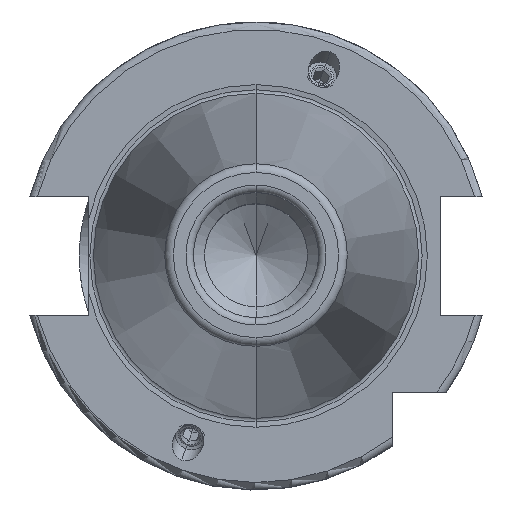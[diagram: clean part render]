
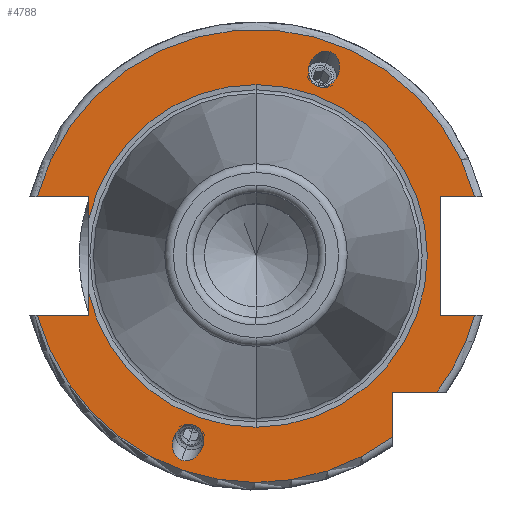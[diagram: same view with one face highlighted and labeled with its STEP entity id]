
A CAD part, top view. The second image highlights one B-rep face of the part: STEP entity #4788.
In plain terms, the highlighted planar face has unit normal (0, 0, 1).
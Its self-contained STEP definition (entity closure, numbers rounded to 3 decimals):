
#301=CARTESIAN_POINT('',(0,0,18.1));
#302=DIRECTION('',(0,0,1));
#303=DIRECTION('',(0,1,0));
#304=AXIS2_PLACEMENT_3D('',#301,#302,#303);
#314=CARTESIAN_POINT('',(0,0,18.1));
#315=DIRECTION('',(0,0,1));
#316=DIRECTION('',(-0.976,-0.22,0));
#317=AXIS2_PLACEMENT_3D('',#314,#315,#316);
#1821=DIRECTION('',(1,0,0));
#1822=VECTOR('',#1821,7.004);
#1823=CARTESIAN_POINT('',(-29.704,-8.05,18.1));
#1824=LINE('',#1823,#1822);
#1825=DIRECTION('',(0,1,0));
#1826=VECTOR('',#1825,2.939);
#1827=CARTESIAN_POINT('',(-22.7,-8.05,18.1));
#1828=LINE('',#1827,#1826);
#1829=DIRECTION('',(0,1,0));
#1830=VECTOR('',#1829,2.939);
#1831=CARTESIAN_POINT('',(-22.7,5.111,18.1));
#1832=LINE('',#1831,#1830);
#1833=DIRECTION('',(1,0,0));
#1834=VECTOR('',#1833,7.004);
#1835=CARTESIAN_POINT('',(-29.704,8.05,18.1));
#1836=LINE('',#1835,#1834);
#1837=DIRECTION('',(-1,0,0));
#1838=VECTOR('',#1837,4.704);
#1839=CARTESIAN_POINT('',(29.704,8.05,18.1));
#1840=LINE('',#1839,#1838);
#1841=DIRECTION('',(0,-1,0));
#1842=VECTOR('',#1841,16.1);
#1843=CARTESIAN_POINT('',(25,8.05,18.1));
#1844=LINE('',#1843,#1842);
#1845=DIRECTION('',(-1,0,0));
#1846=VECTOR('',#1845,4.704);
#1847=CARTESIAN_POINT('',(29.704,-8.05,18.1));
#1848=LINE('',#1847,#1846);
#1849=CARTESIAN_POINT('',(0,0,18.1));
#1850=DIRECTION('',(0,0,1));
#1851=DIRECTION('',(0.799,-0.601,0));
#1852=AXIS2_PLACEMENT_3D('',#1849,#1850,#1851);
#1854=DIRECTION('',(-1,0,0));
#1855=VECTOR('',#1854,6.094);
#1856=CARTESIAN_POINT('',(24.594,-18.5,18.1));
#1857=LINE('',#1856,#1855);
#1858=DIRECTION('',(0,1,0));
#1859=VECTOR('',#1858,6.094);
#1860=CARTESIAN_POINT('',(18.5,-24.594,18.1));
#1861=LINE('',#1860,#1859);
#1862=CARTESIAN_POINT('',(8.379,23.02,18.1));
#1863=CARTESIAN_POINT('',(8.152,23.103,18.1));
#1864=CARTESIAN_POINT('',(7.698,23.381,18.1));
#1865=CARTESIAN_POINT('',(7.208,24.17,18.1));
#1866=CARTESIAN_POINT('',(7.094,25.,18.1));
#1867=CARTESIAN_POINT('',(7.174,25.641,18.1));
#1868=CARTESIAN_POINT('',(7.298,26.077,18.1));
#1869=CARTESIAN_POINT('',(7.483,26.49,18.1));
#1870=CARTESIAN_POINT('',(7.834,27.033,18.1));
#1871=CARTESIAN_POINT('',(8.455,27.594,18.1));
#1872=CARTESIAN_POINT('',(9.337,27.884,18.1));
#1873=CARTESIAN_POINT('',(9.863,27.806,18.1));
#1874=CARTESIAN_POINT('',(10.09,27.723,18.1));
#1876=CARTESIAN_POINT('',(10.09,27.723,18.1));
#1877=CARTESIAN_POINT('',(10.318,27.641,18.1));
#1878=CARTESIAN_POINT('',(10.771,27.362,18.1));
#1879=CARTESIAN_POINT('',(11.261,26.573,18.1));
#1880=CARTESIAN_POINT('',(11.375,25.744,18.1));
#1881=CARTESIAN_POINT('',(11.295,25.103,18.1));
#1882=CARTESIAN_POINT('',(11.171,24.667,18.1));
#1883=CARTESIAN_POINT('',(10.986,24.253,18.1));
#1884=CARTESIAN_POINT('',(10.635,23.711,18.1));
#1885=CARTESIAN_POINT('',(10.014,23.149,18.1));
#1886=CARTESIAN_POINT('',(9.133,22.859,18.1));
#1887=CARTESIAN_POINT('',(8.606,22.937,18.1));
#1888=CARTESIAN_POINT('',(8.379,23.02,18.1));
#1890=CARTESIAN_POINT('',(-8.379,-23.02,18.1));
#1891=CARTESIAN_POINT('',(-8.606,-22.937,18.1));
#1892=CARTESIAN_POINT('',(-9.133,-22.859,18.1));
#1893=CARTESIAN_POINT('',(-10.014,-23.149,18.1));
#1894=CARTESIAN_POINT('',(-10.635,-23.711,18.1));
#1895=CARTESIAN_POINT('',(-10.986,-24.253,18.1));
#1896=CARTESIAN_POINT('',(-11.171,-24.667,18.1));
#1897=CARTESIAN_POINT('',(-11.295,-25.103,18.1));
#1898=CARTESIAN_POINT('',(-11.375,-25.744,18.1));
#1899=CARTESIAN_POINT('',(-11.261,-26.573,18.1));
#1900=CARTESIAN_POINT('',(-10.771,-27.362,18.1));
#1901=CARTESIAN_POINT('',(-10.318,-27.641,18.1));
#1902=CARTESIAN_POINT('',(-10.09,-27.723,18.1));
#1904=CARTESIAN_POINT('',(-10.09,-27.723,18.1));
#1905=CARTESIAN_POINT('',(-9.863,-27.806,18.1));
#1906=CARTESIAN_POINT('',(-9.337,-27.884,18.1));
#1907=CARTESIAN_POINT('',(-8.455,-27.594,18.1));
#1908=CARTESIAN_POINT('',(-7.834,-27.033,18.1));
#1909=CARTESIAN_POINT('',(-7.483,-26.49,18.1));
#1910=CARTESIAN_POINT('',(-7.298,-26.077,18.1));
#1911=CARTESIAN_POINT('',(-7.174,-25.641,18.1));
#1912=CARTESIAN_POINT('',(-7.094,-25.,18.1));
#1913=CARTESIAN_POINT('',(-7.208,-24.17,18.1));
#1914=CARTESIAN_POINT('',(-7.698,-23.381,18.1));
#1915=CARTESIAN_POINT('',(-8.152,-23.103,18.1));
#1916=CARTESIAN_POINT('',(-8.379,-23.02,18.1));
#1918=CARTESIAN_POINT('',(0,0,18.1));
#1919=DIRECTION('',(0,0,-1));
#1920=DIRECTION('',(0,1,0));
#1921=AXIS2_PLACEMENT_3D('',#1918,#1919,#1920);
#1946=CARTESIAN_POINT('',(0,0,18.1));
#1947=DIRECTION('',(0,0,1));
#1948=DIRECTION('',(0.965,0.262,0));
#1949=AXIS2_PLACEMENT_3D('',#1946,#1947,#1948);
#1997=CARTESIAN_POINT('',(0,0,18.1));
#1998=DIRECTION('',(0,0,1));
#1999=DIRECTION('',(-0.965,-0.262,0));
#2000=AXIS2_PLACEMENT_3D('',#1997,#1998,#1999);
#2742=CARTESIAN_POINT('',(-29.704,-8.05,18.1));
#2743=CARTESIAN_POINT('',(-22.7,-8.05,18.1));
#2744=VERTEX_POINT('',#2742);
#2745=VERTEX_POINT('',#2743);
#2746=CARTESIAN_POINT('',(-22.7,-5.111,18.1));
#2747=VERTEX_POINT('',#2746);
#2748=CARTESIAN_POINT('',(-22.7,5.111,18.1));
#2749=CARTESIAN_POINT('',(-22.7,8.05,18.1));
#2750=VERTEX_POINT('',#2748);
#2751=VERTEX_POINT('',#2749);
#2752=CARTESIAN_POINT('',(-29.704,8.05,18.1));
#2753=VERTEX_POINT('',#2752);
#2754=CARTESIAN_POINT('',(25,8.05,18.1));
#2755=CARTESIAN_POINT('',(25,-8.05,18.1));
#2756=VERTEX_POINT('',#2754);
#2757=VERTEX_POINT('',#2755);
#2758=CARTESIAN_POINT('',(29.704,-8.05,18.1));
#2759=VERTEX_POINT('',#2758);
#2760=CARTESIAN_POINT('',(29.704,8.05,18.1));
#2761=VERTEX_POINT('',#2760);
#2762=CARTESIAN_POINT('',(18.5,-24.594,18.1));
#2763=CARTESIAN_POINT('',(18.5,-18.5,18.1));
#2764=VERTEX_POINT('',#2762);
#2765=VERTEX_POINT('',#2763);
#2766=CARTESIAN_POINT('',(24.594,-18.5,18.1));
#2767=VERTEX_POINT('',#2766);
#2816=CARTESIAN_POINT('',(0,23.268,18.1));
#2817=VERTEX_POINT('',#2816);
#2818=CARTESIAN_POINT('',(0,-23.268,18.1));
#2819=VERTEX_POINT('',#2818);
#2860=CARTESIAN_POINT('',(8.379,23.02,18.1));
#2862=VERTEX_POINT('',#2860);
#2868=VERTEX_POINT('',#1874);
#2889=CARTESIAN_POINT('',(-8.379,-23.02,18.1));
#2891=VERTEX_POINT('',#2889);
#2897=CARTESIAN_POINT('',(-10.09,-27.723,18.1));
#2898=VERTEX_POINT('',#2897);
#4749=CARTESIAN_POINT('',(0,0,18.1));
#4750=DIRECTION('',(0,0,-1));
#4751=DIRECTION('',(0,-1,0));
#4752=AXIS2_PLACEMENT_3D('',#4749,#4750,#4751);
#4753=PLANE('',#4752);
#4754=ORIENTED_EDGE('',*,*,#3489,.T.);
#4755=ORIENTED_EDGE('',*,*,#3474,.T.);
#4756=ORIENTED_EDGE('',*,*,#3447,.T.);
#4758=ORIENTED_EDGE('',*,*,#4757,.F.);
#4759=ORIENTED_EDGE('',*,*,#3440,.T.);
#4760=ORIENTED_EDGE('',*,*,#3471,.T.);
#4761=ORIENTED_EDGE('',*,*,#3933,.F.);
#4763=ORIENTED_EDGE('',*,*,#4762,.F.);
#4764=ORIENTED_EDGE('',*,*,#4473,.T.);
#4766=ORIENTED_EDGE('',*,*,#4765,.T.);
#4767=ORIENTED_EDGE('',*,*,#3994,.F.);
#4769=ORIENTED_EDGE('',*,*,#4768,.F.);
#4770=ORIENTED_EDGE('',*,*,#4740,.T.);
#4771=ORIENTED_EDGE('',*,*,#4380,.F.);
#4773=ORIENTED_EDGE('',*,*,#4772,.F.);
#4774=EDGE_LOOP('',(#4754,#4755,#4756,#4758,#4759,#4760,#4761,#4763,#4764,#4766,
#4767,#4769,#4770,#4771,#4773));
#4775=FACE_OUTER_BOUND('',#4774,.F.);
#4777=ORIENTED_EDGE('',*,*,#4776,.F.);
#4779=ORIENTED_EDGE('',*,*,#4778,.F.);
#4780=EDGE_LOOP('',(#4777,#4779));
#4781=FACE_BOUND('',#4780,.F.);
#4783=ORIENTED_EDGE('',*,*,#4782,.T.);
#4785=ORIENTED_EDGE('',*,*,#4784,.T.);
#4786=EDGE_LOOP('',(#4783,#4785));
#4787=FACE_BOUND('',#4786,.F.);
#4788=ADVANCED_FACE('',(#4775,#4781,#4787),#4753,.F.);
#305=CIRCLE('',#304,23.268);
#318=CIRCLE('',#317,23.268);
#1853=CIRCLE('',#1852,30.775);
#1875=B_SPLINE_CURVE_WITH_KNOTS('',3,(#1862,#1863,#1864,#1865,#1866,#1867,#1868,
#1869,#1870,#1871,#1872,#1873,#1874),.UNSPECIFIED.,.F.,.F.,(4,1,1,1,1,1,1,1,1,1,
4),(0,0.125,0.25,0.375,0.438,0.5,0.563,0.625,0.75,0.875,
1.0),.UNSPECIFIED.);
#1889=B_SPLINE_CURVE_WITH_KNOTS('',3,(#1876,#1877,#1878,#1879,#1880,#1881,#1882,
#1883,#1884,#1885,#1886,#1887,#1888),.UNSPECIFIED.,.F.,.F.,(4,1,1,1,1,1,1,1,1,1,
4),(0,0.125,0.25,0.375,0.438,0.5,0.563,0.625,0.75,0.875,
1.0),.UNSPECIFIED.);
#1903=B_SPLINE_CURVE_WITH_KNOTS('',3,(#1890,#1891,#1892,#1893,#1894,#1895,#1896,
#1897,#1898,#1899,#1900,#1901,#1902),.UNSPECIFIED.,.F.,.F.,(4,1,1,1,1,1,1,1,1,1,
4),(0,0.125,0.25,0.375,0.438,0.5,0.563,0.625,0.75,0.875,
1.0),.UNSPECIFIED.);
#1917=B_SPLINE_CURVE_WITH_KNOTS('',3,(#1904,#1905,#1906,#1907,#1908,#1909,#1910,
#1911,#1912,#1913,#1914,#1915,#1916),.UNSPECIFIED.,.F.,.F.,(4,1,1,1,1,1,1,1,1,1,
4),(0,0.125,0.25,0.375,0.438,0.5,0.563,0.625,0.75,0.875,
1.0),.UNSPECIFIED.);
#1922=CIRCLE('',#1921,23.268);
#1950=CIRCLE('',#1949,30.775);
#2001=CIRCLE('',#2000,30.775);
#3440=EDGE_CURVE('',#2817,#2750,#305,.T.);
#3447=EDGE_CURVE('',#2747,#2819,#318,.T.);
#3471=EDGE_CURVE('',#2750,#2751,#1832,.T.);
#3474=EDGE_CURVE('',#2745,#2747,#1828,.T.);
#3489=EDGE_CURVE('',#2744,#2745,#1824,.T.);
#3933=EDGE_CURVE('',#2753,#2751,#1836,.T.);
#3994=EDGE_CURVE('',#2759,#2757,#1848,.T.);
#4380=EDGE_CURVE('',#2764,#2765,#1861,.T.);
#4473=EDGE_CURVE('',#2761,#2756,#1840,.T.);
#4740=EDGE_CURVE('',#2767,#2765,#1857,.T.);
#4757=EDGE_CURVE('',#2817,#2819,#1922,.T.);
#4762=EDGE_CURVE('',#2761,#2753,#1950,.T.);
#4765=EDGE_CURVE('',#2756,#2757,#1844,.T.);
#4768=EDGE_CURVE('',#2767,#2759,#1853,.T.);
#4772=EDGE_CURVE('',#2744,#2764,#2001,.T.);
#4776=EDGE_CURVE('',#2862,#2868,#1875,.T.);
#4778=EDGE_CURVE('',#2868,#2862,#1889,.T.);
#4782=EDGE_CURVE('',#2891,#2898,#1903,.T.);
#4784=EDGE_CURVE('',#2898,#2891,#1917,.T.);
